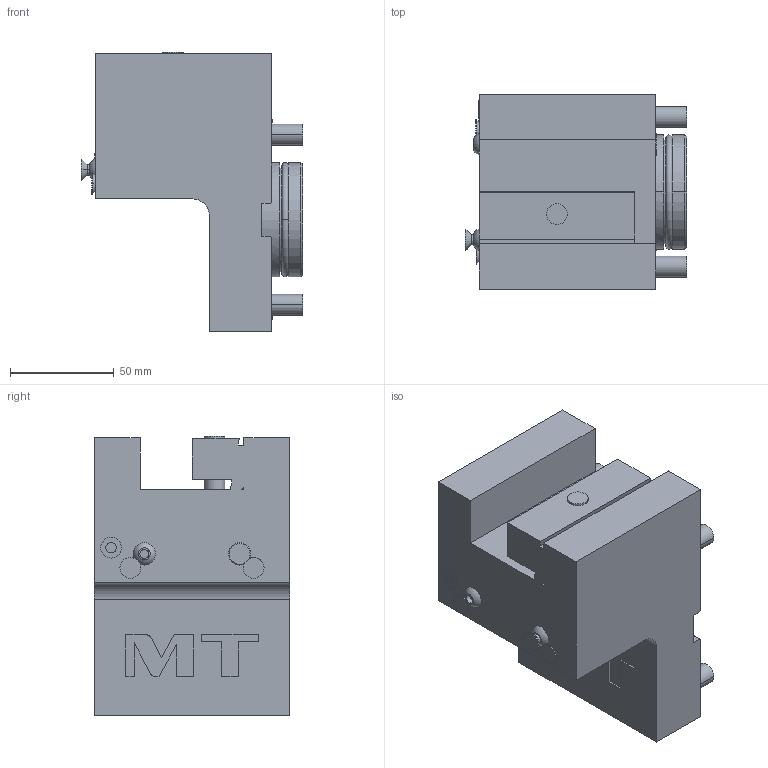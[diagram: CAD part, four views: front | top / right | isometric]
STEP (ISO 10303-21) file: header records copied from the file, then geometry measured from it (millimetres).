
FILE_DESCRIPTION((''),'2;1');
FILE_NAME('TKW0342500_CONF','2023-08-09T15:28:49',('alessandro'),('M.T. srl'),'CREO PARAMETRIC BY PTC INC, 2021072','CREO PARAMETRIC BY PTC INC, 2021072','');
FILE_SCHEMA(('CONFIG_CONTROL_DESIGN'));
Length unit declared in the file: millimetre
Products named in the file (1): TKW0342500_CONF
Bounding box: 106.65 x 94 x 134.72 mm (x, y, z)
Volume: 711172.4 mm3; surface area: 70071.1 mm2
Topology: 1 solids, 1 shells, 131 faces, 324 edges, 214 vertices
Faces by surface type: plane 74, cylinder 37, cone 10, torus 6, extrusion 2, sphere 2
Entity records: 4007 total; most frequent: CARTESIAN_POINT 739, DIRECTION 687, ORIENTED_EDGE 648, EDGE_CURVE 324, AXIS2_PLACEMENT_3D 242, VERTEX_POINT 214, VECTOR 203, LINE 201
